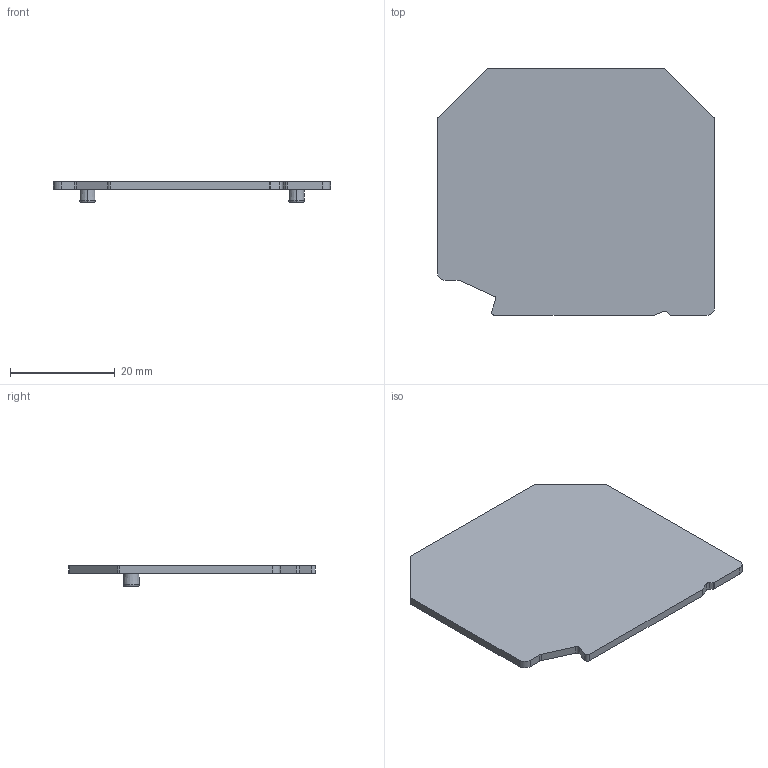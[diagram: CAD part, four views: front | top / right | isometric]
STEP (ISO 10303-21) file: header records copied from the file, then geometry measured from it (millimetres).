
FILE_DESCRIPTION((''),'2;1');
FILE_NAME('SRK160AP','2013-11-04T',('Andreas Nolte'),(''),'PRO/ENGINEER BY PARAMETRIC TECHNOLOGY CORPORATION, 2013130','PRO/ENGINEER BY PARAMETRIC TECHNOLOGY CORPORATION, 2013130','');
FILE_SCHEMA(('CONFIG_CONTROL_DESIGN'));
Length unit declared in the file: millimetre
Products named in the file (1): SRK160AP
Bounding box: 53 x 47.2 x 4 mm (x, y, z)
Volume: 2637.5 mm3; surface area: 5743.7 mm2
Topology: 1 solids, 1 shells, 508 faces, 1340 edges, 888 vertices
Faces by surface type: plane 265, cylinder 227, torus 8, cone 8
Entity records: 15852 total; most frequent: DIRECTION 2834, CARTESIAN_POINT 2736, ORIENTED_EDGE 2680, EDGE_CURVE 1340, AXIS2_PLACEMENT_3D 986, VERTEX_POINT 888, VECTOR 862, LINE 862
